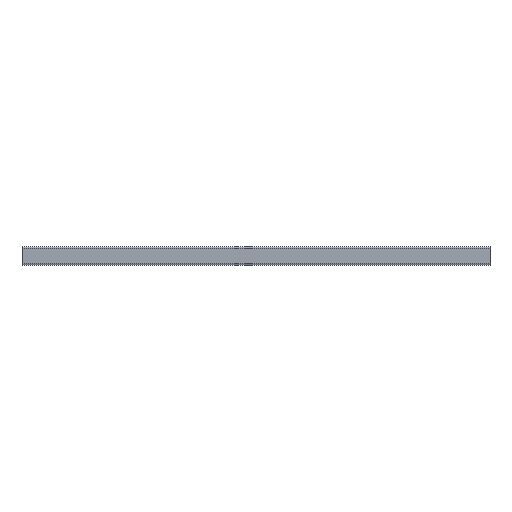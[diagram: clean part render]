
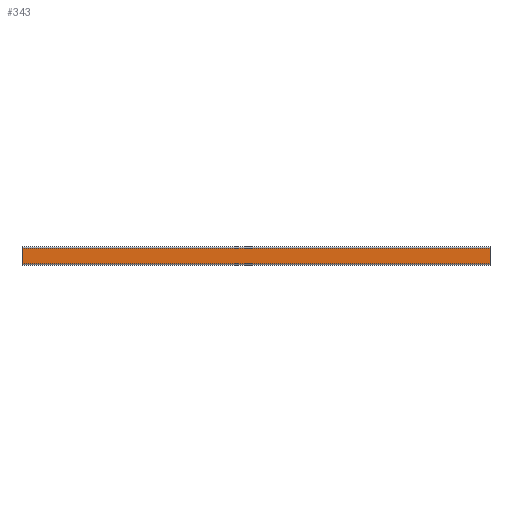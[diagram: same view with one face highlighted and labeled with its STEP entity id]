
A CAD part, top view. The second image highlights one B-rep face of the part: STEP entity #343.
In plain terms, the highlighted planar face has unit normal (0, 0, 1).
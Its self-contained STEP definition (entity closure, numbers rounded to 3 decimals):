
#343=ADVANCED_FACE('',(#703),#704,.T.);
#703=FACE_OUTER_BOUND('',#1093,.T.);
#704=PLANE('',#1094);
#1093=EDGE_LOOP('',(#1967,#1968,#1969,#1970));
#1094=AXIS2_PLACEMENT_3D('',#1971,#1972,#1973);
#1967=ORIENTED_EDGE('',*,*,#2784,.T.);
#1968=ORIENTED_EDGE('',*,*,#2785,.F.);
#1969=ORIENTED_EDGE('',*,*,#2786,.T.);
#1970=ORIENTED_EDGE('',*,*,#2787,.T.);
#1971=CARTESIAN_POINT('',(0.0,0.,20.0));
#1972=DIRECTION('',(0.0,0.0,1.0));
#1973=DIRECTION('',(0.0,-1.0,0.0));
#2784=EDGE_CURVE('',#3463,#3464,#3465,.T.);
#2785=EDGE_CURVE('',#3466,#3464,#3467,.T.);
#2786=EDGE_CURVE('',#3466,#3468,#3469,.T.);
#2787=EDGE_CURVE('',#3468,#3463,#3470,.T.);
#3463=VERTEX_POINT('',#4456);
#3464=VERTEX_POINT('',#4457);
#3465=LINE('',#4458,#4459);
#3466=VERTEX_POINT('',#4460);
#3467=LINE('',#4461,#4462);
#3468=VERTEX_POINT('',#4463);
#3469=LINE('',#4464,#4465);
#3470=LINE('',#4466,#4467);
#4456=CARTESIAN_POINT('',(1000.0,-17.,20.0));
#4457=CARTESIAN_POINT('',(1000.0,17.,20.0));
#4458=CARTESIAN_POINT('',(1000.0,17.0,20.0));
#4459=VECTOR('',#4990,1.0);
#4460=CARTESIAN_POINT('',(0.0,17.,20.0));
#4461=CARTESIAN_POINT('',(0.0,17.,20.0));
#4462=VECTOR('',#4991,1.0);
#4463=CARTESIAN_POINT('',(0.0,-17.,20.0));
#4464=CARTESIAN_POINT('',(0.0,17.0,20.0));
#4465=VECTOR('',#4992,1.0);
#4466=CARTESIAN_POINT('',(0.0,-17.,20.0));
#4467=VECTOR('',#4993,1.0);
#4990=DIRECTION('',(-0.0,1.0,0.0));
#4991=DIRECTION('',(1.0,0.0,0.0));
#4992=DIRECTION('',(0.0,-1.0,0.0));
#4993=DIRECTION('',(1.0,0.0,0.0));
